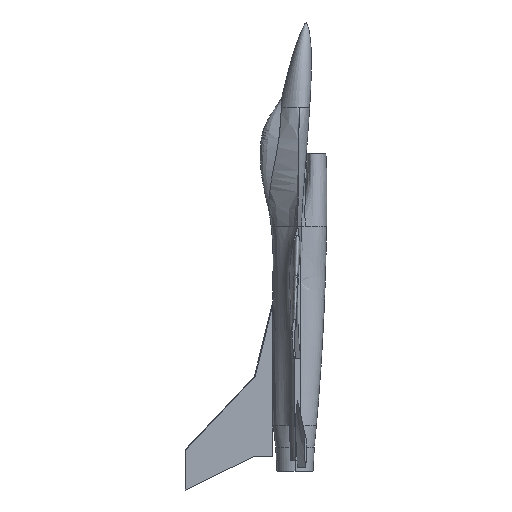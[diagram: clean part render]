
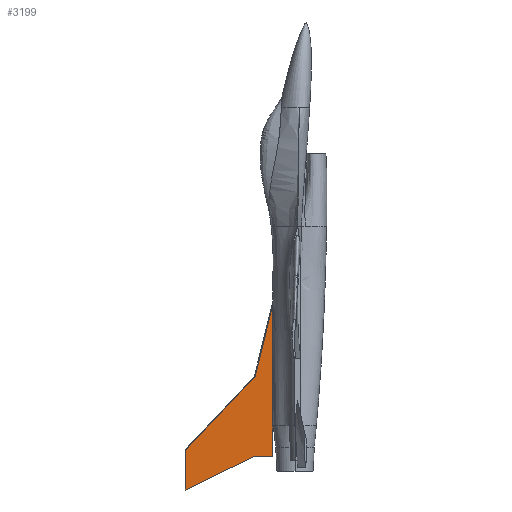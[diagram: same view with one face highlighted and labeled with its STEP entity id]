
A CAD part, left-side view. The second image highlights one B-rep face of the part: STEP entity #3199.
In plain terms, the highlighted free-form (B-spline) face has degree [1, 1] with [2, 2] control points.
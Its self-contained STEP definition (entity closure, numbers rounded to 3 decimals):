
#2953 = VERTEX_POINT('',#2954);
#2954 = CARTESIAN_POINT('',(-2.002,66.546,
    -774.622));
#2961 = EDGE_CURVE('',#2953,#2962,#2964,.T.);
#2962 = VERTEX_POINT('',#2963);
#2963 = CARTESIAN_POINT('',(-2.002,66.603,
    -774.622));
#2964 = B_SPLINE_CURVE_WITH_KNOTS('',1,(#2965,#2966),.UNSPECIFIED.,.F.,
  .F.,(2,2),(-0.042,0.),.PIECEWISE_BEZIER_KNOTS.);
#2965 = CARTESIAN_POINT('',(-2.002,66.546,
    -774.622));
#2966 = CARTESIAN_POINT('',(-2.002,66.603,
    -774.622));
#2981 = EDGE_CURVE('',#2962,#2982,#2984,.T.);
#2982 = VERTEX_POINT('',#2983);
#2983 = CARTESIAN_POINT('',(-2.002,66.603,
    -865.096));
#2984 = B_SPLINE_CURVE_WITH_KNOTS('',1,(#2985,#2986),.UNSPECIFIED.,.F.,
  .F.,(2,2),(-67.802,-0.),.PIECEWISE_BEZIER_KNOTS.);
#2985 = CARTESIAN_POINT('',(-2.002,66.603,
    -774.622));
#2986 = CARTESIAN_POINT('',(-2.002,66.603,
    -865.096));
#3009 = EDGE_CURVE('',#2982,#3010,#3012,.T.);
#3010 = VERTEX_POINT('',#3011);
#3011 = CARTESIAN_POINT('',(-2.002,103.012,
    -865.096));
#3012 = B_SPLINE_CURVE_WITH_KNOTS('',1,(#3013,#3014),.UNSPECIFIED.,.F.,
  .F.,(2,2),(-27.285,0.),.PIECEWISE_BEZIER_KNOTS.);
#3013 = CARTESIAN_POINT('',(-2.002,66.603,
    -865.096));
#3014 = CARTESIAN_POINT('',(-2.002,103.012,
    -865.096));
#3037 = EDGE_CURVE('',#3010,#3038,#3040,.T.);
#3038 = VERTEX_POINT('',#3039);
#3039 = CARTESIAN_POINT('',(-2.002,240.93,
    -932.305));
#3040 = B_SPLINE_CURVE_WITH_KNOTS('',1,(#3041,#3042),.UNSPECIFIED.,.F.,
  .F.,(2,2),(-114.975,0.),.PIECEWISE_BEZIER_KNOTS.);
#3041 = CARTESIAN_POINT('',(-2.002,103.012,
    -865.096));
#3042 = CARTESIAN_POINT('',(-2.002,240.93,
    -932.305));
#3065 = EDGE_CURVE('',#3038,#3066,#3068,.T.);
#3066 = VERTEX_POINT('',#3067);
#3067 = CARTESIAN_POINT('',(-2.002,240.93,
    -853.74));
#3068 = B_SPLINE_CURVE_WITH_KNOTS('',1,(#3069,#3070),.UNSPECIFIED.,.F.,
  .F.,(2,2),(-60.335,-1.458),.PIECEWISE_BEZIER_KNOTS.);
#3069 = CARTESIAN_POINT('',(-2.002,240.93,
    -932.305));
#3070 = CARTESIAN_POINT('',(-2.002,240.93,
    -853.74));
#3199 = ADVANCED_FACE('',(#3200),#3238,.T.);
#3200 = FACE_BOUND('',#3201,.T.);
#3201 = EDGE_LOOP('',(#3202,#3221,#3228,#3233,#3234,#3235,#3236,#3237));
#3202 = ORIENTED_EDGE('',*,*,#3203,.F.);
#3203 = EDGE_CURVE('',#3204,#2953,#3206,.T.);
#3204 = VERTEX_POINT('',#3205);
#3205 = CARTESIAN_POINT('',(-2.002,66.554,
    -563.799));
#3206 = B_SPLINE_CURVE_WITH_KNOTS('',3,(#3207,#3208,#3209,#3210,#3211,
    #3212,#3213,#3214,#3215,#3216,#3217,#3218,#3219,#3220),
  .UNSPECIFIED.,.F.,.F.,(4,2,2,2,2,2,4),(0.004,
    0.083,0.123,0.142,0.152,
    0.157,0.162),.UNSPECIFIED.);
#3207 = CARTESIAN_POINT('',(-2.002,66.554,
    -563.799));
#3208 = CARTESIAN_POINT('',(-2.002,66.551,
    -598.936));
#3209 = CARTESIAN_POINT('',(-2.002,66.554,
    -634.074));
#3210 = CARTESIAN_POINT('',(-2.002,66.556,
    -686.779));
#3211 = CARTESIAN_POINT('',(-2.002,66.557,
    -704.348));
#3212 = CARTESIAN_POINT('',(-2.002,66.555,
    -730.7));
#3213 = CARTESIAN_POINT('',(-2.002,66.553,
    -739.485));
#3214 = CARTESIAN_POINT('',(-2.002,66.554,
    -752.661));
#3215 = CARTESIAN_POINT('',(-2.002,66.554,
    -757.053));
#3216 = CARTESIAN_POINT('',(-2.002,66.552,
    -763.641));
#3217 = CARTESIAN_POINT('',(-2.002,66.55,
    -765.838));
#3218 = CARTESIAN_POINT('',(-2.002,66.548,
    -770.23));
#3219 = CARTESIAN_POINT('',(-2.002,66.55,
    -772.426));
#3220 = CARTESIAN_POINT('',(-2.002,66.546,
    -774.622));
#3221 = ORIENTED_EDGE('',*,*,#3222,.T.);
#3222 = EDGE_CURVE('',#3204,#3223,#3225,.T.);
#3223 = VERTEX_POINT('',#3224);
#3224 = CARTESIAN_POINT('',(-2.002,101.801,
    -706.136));
#3225 = B_SPLINE_CURVE_WITH_KNOTS('',1,(#3226,#3227),.UNSPECIFIED.,.F.,
  .F.,(2,2),(-109.626,0.262),.PIECEWISE_BEZIER_KNOTS.);
#3226 = CARTESIAN_POINT('',(-2.002,66.554,
    -563.799));
#3227 = CARTESIAN_POINT('',(-2.002,101.801,
    -706.136));
#3228 = ORIENTED_EDGE('',*,*,#3229,.T.);
#3229 = EDGE_CURVE('',#3223,#3066,#3230,.T.);
#3230 = B_SPLINE_CURVE_WITH_KNOTS('',1,(#3231,#3232),.UNSPECIFIED.,.F.,
  .F.,(2,2),(-150.948,1.061),.PIECEWISE_BEZIER_KNOTS.);
#3231 = CARTESIAN_POINT('',(-2.002,101.801,
    -706.136));
#3232 = CARTESIAN_POINT('',(-2.002,240.93,
    -853.74));
#3233 = ORIENTED_EDGE('',*,*,#3065,.F.);
#3234 = ORIENTED_EDGE('',*,*,#3037,.F.);
#3235 = ORIENTED_EDGE('',*,*,#3009,.F.);
#3236 = ORIENTED_EDGE('',*,*,#2981,.F.);
#3237 = ORIENTED_EDGE('',*,*,#2961,.F.);
#3238 = B_SPLINE_SURFACE_WITH_KNOTS('',1,1,(
    (#3239,#3240)
    ,(#3241,#3242
    )),.UNSPECIFIED.,.F.,.F.,.F.,(2,2),(2,2),(-698.671,
    -422.512),(49.87,180.554),
  .PIECEWISE_BEZIER_KNOTS.);
#3239 = CARTESIAN_POINT('',(-2.002,66.546,
    -932.305));
#3240 = CARTESIAN_POINT('',(-2.002,240.93,
    -932.305));
#3241 = CARTESIAN_POINT('',(-2.002,66.546,
    -563.799));
#3242 = CARTESIAN_POINT('',(-2.002,240.93,
    -563.799));
